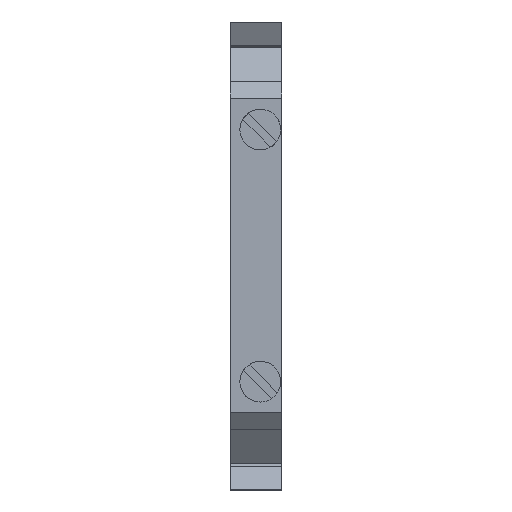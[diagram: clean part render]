
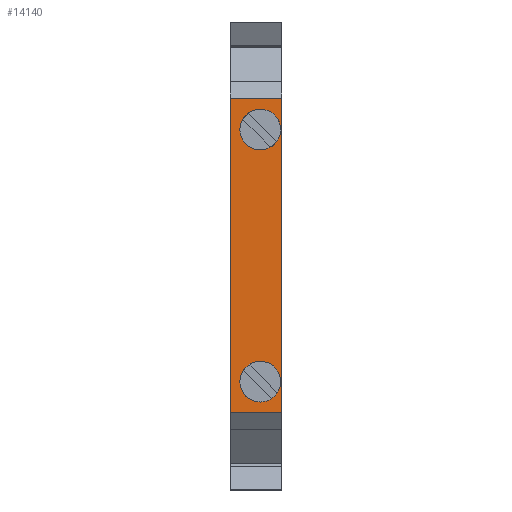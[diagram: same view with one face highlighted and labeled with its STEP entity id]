
A CAD part, top view. The second image highlights one B-rep face of the part: STEP entity #14140.
In plain terms, the highlighted face is planar.
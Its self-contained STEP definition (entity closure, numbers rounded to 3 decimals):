
#2250=CARTESIAN_POINT('',(-37.277,42.93,
5.15));
#2260=VERTEX_POINT('',#2250);
#2290=CARTESIAN_POINT('',(-56.807,42.93,
5.15));
#2300=DIRECTION('',(1.,0.,0.));
#2310=VECTOR('',#2300,1.);
#2320=LINE('',#2290,#2310);
#2330=CARTESIAN_POINT('',(-6.077,42.93,
5.15));
#2340=VERTEX_POINT('',#2330);
#2350=EDGE_CURVE('',#2260,#2340,#2320,.T.);
#13460=CARTESIAN_POINT('',(-36.933,42.93,
5.15));
#13470=DIRECTION('',(-0.,-1.,-0.));
#13480=DIRECTION('',(-1.,0.,0.));
#13490=AXIS2_PLACEMENT_3D('',#13460,#13470,#13480);
#13500=PLANE('',#13490);
#13510=CARTESIAN_POINT('',(-34.177,42.93,
3.));
#13520=DIRECTION('',(0.,1.,0.));
#13530=DIRECTION('',(1.,0.,0.));
#13540=AXIS2_PLACEMENT_3D('',#13510,#13520,#13530);
#13550=CIRCLE('',#13540,2.025);
#13560=CARTESIAN_POINT('',(-35.864,42.93,
4.121));
#13570=VERTEX_POINT('',#13560);
#13580=CARTESIAN_POINT('',(-32.152,42.93,
3.));
#13590=VERTEX_POINT('',#13580);
#13600=EDGE_CURVE('',#13570,#13590,#13550,.T.);
#13610=ORIENTED_EDGE('',*,*,#13600,.F.);
#13620=CARTESIAN_POINT('',(-36.202,42.93,
3.));
#13630=VERTEX_POINT('',#13620);
#13640=EDGE_CURVE('',#13590,#13630,#13550,.T.);
#13650=ORIENTED_EDGE('',*,*,#13640,.F.);
#13660=EDGE_CURVE('',#13630,#13570,#13550,.T.);
#13670=ORIENTED_EDGE('',*,*,#13660,.F.);
#13680=EDGE_LOOP('',(#13670,#13650,#13610));
#13690=FACE_BOUND('',#13680,.T.);
#13700=CARTESIAN_POINT('',(-9.177,42.93,
3.));
#13710=DIRECTION('',(0.,1.,0.));
#13720=DIRECTION('',(1.,0.,0.));
#13730=AXIS2_PLACEMENT_3D('',#13700,#13710,#13720);
#13740=CIRCLE('',#13730,2.025);
#13750=CARTESIAN_POINT('',(-10.386,42.93,
4.625));
#13760=VERTEX_POINT('',#13750);
#13770=CARTESIAN_POINT('',(-7.152,42.93,
3.));
#13780=VERTEX_POINT('',#13770);
#13790=EDGE_CURVE('',#13760,#13780,#13740,.T.);
#13800=ORIENTED_EDGE('',*,*,#13790,.F.);
#13810=CARTESIAN_POINT('',(-11.202,42.93,
3.));
#13820=VERTEX_POINT('',#13810);
#13830=EDGE_CURVE('',#13780,#13820,#13740,.T.);
#13840=ORIENTED_EDGE('',*,*,#13830,.F.);
#13850=EDGE_CURVE('',#13820,#13760,#13740,.T.);
#13860=ORIENTED_EDGE('',*,*,#13850,.F.);
#13870=EDGE_LOOP('',(#13860,#13840,#13800));
#13880=FACE_BOUND('',#13870,.T.);
#13890=ORIENTED_EDGE('',*,*,#2350,.T.);
#13900=CARTESIAN_POINT('',(-37.277,42.93,
5.15));
#13910=DIRECTION('',(0.,0.,1.));
#13920=VECTOR('',#13910,1.);
#13930=LINE('',#13900,#13920);
#13940=CARTESIAN_POINT('',(-37.277,42.93,
0.));
#13950=VERTEX_POINT('',#13940);
#13960=EDGE_CURVE('',#13950,#2260,#13930,.T.);
#13970=ORIENTED_EDGE('',*,*,#13960,.T.);
#13980=CARTESIAN_POINT('',(-56.807,42.93,
0.));
#13990=DIRECTION('',(1.,0.,0.));
#14000=VECTOR('',#13990,1.);
#14010=LINE('',#13980,#14000);
#14020=CARTESIAN_POINT('',(-6.077,42.93,
0.));
#14030=VERTEX_POINT('',#14020);
#14040=EDGE_CURVE('',#13950,#14030,#14010,.T.);
#14050=ORIENTED_EDGE('',*,*,#14040,.F.);
#14060=CARTESIAN_POINT('',(-6.077,42.93,
5.15));
#14070=DIRECTION('',(0.,0.,1.));
#14080=VECTOR('',#14070,1.);
#14090=LINE('',#14060,#14080);
#14100=EDGE_CURVE('',#14030,#2340,#14090,.T.);
#14110=ORIENTED_EDGE('',*,*,#14100,.F.);
#14120=EDGE_LOOP('',(#14110,#14050,#13970,#13890));
#14130=FACE_OUTER_BOUND('',#14120,.T.);
#14140=ADVANCED_FACE('',(#13690,#13880,#14130),#13500,.F.);
